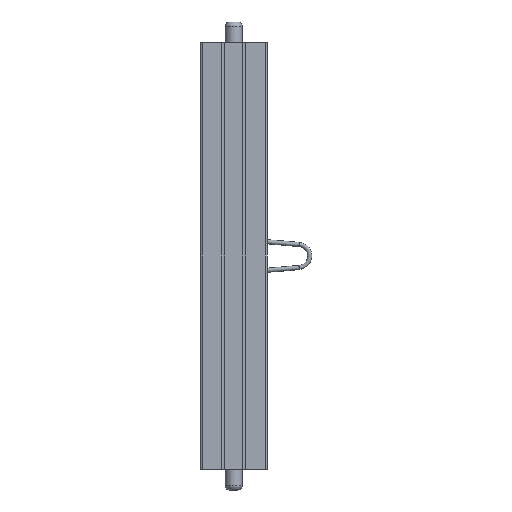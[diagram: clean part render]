
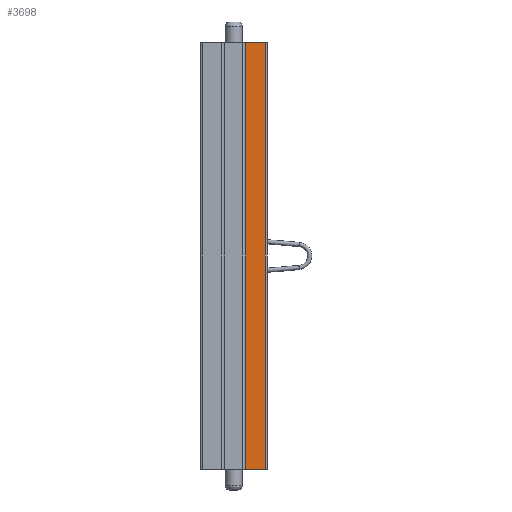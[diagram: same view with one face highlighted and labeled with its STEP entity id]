
A CAD part, front view. The second image highlights one B-rep face of the part: STEP entity #3698.
In plain terms, the highlighted planar face has unit normal (0, -1, 0).
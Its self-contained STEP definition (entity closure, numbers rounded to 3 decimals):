
#429=FACE_OUTER_BOUND('',#639,.T.);
#639=EDGE_LOOP('',(#2457,#2458,#2459,#2460));
#864=LINE('',#5381,#1177);
#865=LINE('',#5383,#1178);
#866=LINE('',#5385,#1179);
#867=LINE('',#5386,#1180);
#1177=VECTOR('',#4302,10.);
#1178=VECTOR('',#4303,10.);
#1179=VECTOR('',#4304,10.);
#1180=VECTOR('',#4305,10.);
#1490=VERTEX_POINT('',#5379);
#1491=VERTEX_POINT('',#5380);
#1492=VERTEX_POINT('',#5382);
#1493=VERTEX_POINT('',#5384);
#1876=EDGE_CURVE('',#1490,#1491,#864,.T.);
#1877=EDGE_CURVE('',#1490,#1492,#865,.T.);
#1878=EDGE_CURVE('',#1492,#1493,#866,.T.);
#1879=EDGE_CURVE('',#1493,#1491,#867,.T.);
#2457=ORIENTED_EDGE('',*,*,#1876,.F.);
#2458=ORIENTED_EDGE('',*,*,#1877,.T.);
#2459=ORIENTED_EDGE('',*,*,#1878,.T.);
#2460=ORIENTED_EDGE('',*,*,#1879,.T.);
#3619=PLANE('',#3916);
#3698=ADVANCED_FACE('',(#429),#3619,.T.);
#3916=AXIS2_PLACEMENT_3D('',#5378,#4300,#4301);
#4300=DIRECTION('center_axis',(0.,-1.,0.));
#4301=DIRECTION('ref_axis',(0.,0.,1.));
#4302=DIRECTION('',(0.,0.,1.));
#4303=DIRECTION('',(1.,0.,0.));
#4304=DIRECTION('',(0.,0.,1.));
#4305=DIRECTION('',(-1.,0.,0.));
#5378=CARTESIAN_POINT('Origin',(0.,0.,
39.));
#5379=CARTESIAN_POINT('',(5.75,0.,-102.));
#5380=CARTESIAN_POINT('',(5.75,0.,102.));
#5381=CARTESIAN_POINT('',(5.75,0.,0.));
#5382=CARTESIAN_POINT('',(15.,0.,-102.));
#5383=CARTESIAN_POINT('',(5.75,0.,-102.));
#5384=CARTESIAN_POINT('',(15.,0.,102.));
#5385=CARTESIAN_POINT('',(15.,0.,0.));
#5386=CARTESIAN_POINT('',(5.75,0.,102.));
